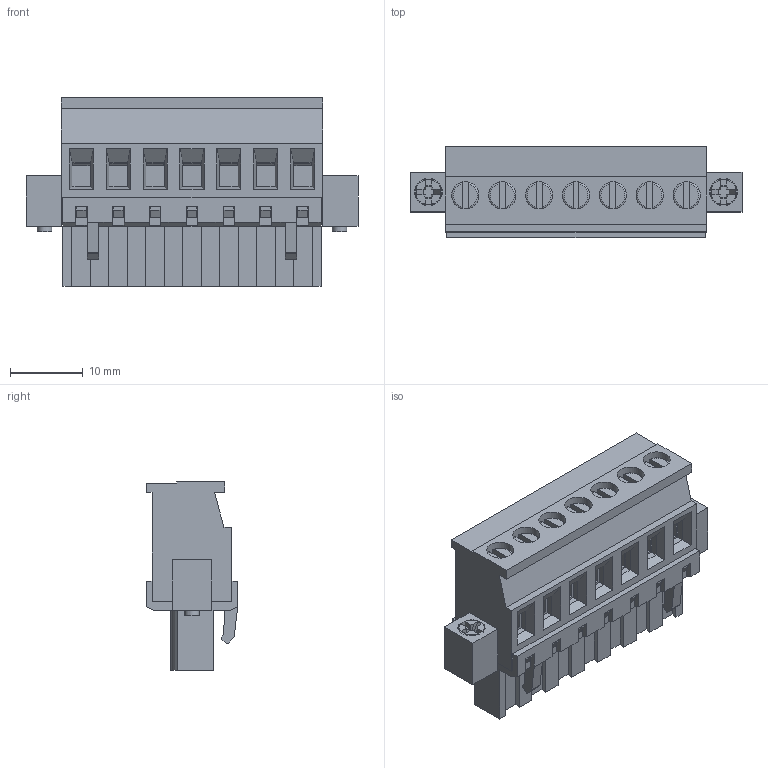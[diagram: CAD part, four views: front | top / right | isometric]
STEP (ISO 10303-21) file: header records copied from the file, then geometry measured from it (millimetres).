
FILE_DESCRIPTION( ( 'Unknown' ), '1' );
FILE_NAME( '691343510007.stp', 'Unknown', ( 'Unknown' ), ( 'Unknown' ), 'PSStep 18.0.17', 'Unknown', ' ' );
FILE_SCHEMA( ( 'AUTOMOTIVE_DESIGN { 1 0 10303 214 1 1 1 1 }' ) );
Length unit declared in the file: millimetre
Products named in the file (7): Assem1; 6913435100xx_CAGE; 6913435100xx; 6913435100xx_VIS; 6913435100xx_VIS_Flange; 691343510007; 691343510007_BAS
Assembly tree (25 placements, depth 2):
  Assem1
    6913435100xx_CAGE  x7
    6913435100xx  x7
    6913435100xx_VIS  x7
    6913435100xx_VIS_Flange  x2
    691343510007
    691343510007_BAS
Bounding box: 45.72 x 12.6 x 26 mm (x, y, z)
Volume: 5899.3 mm3; surface area: 13369.6 mm2
Topology: 25 solids, 25 shells, 1563 faces, 4316 edges, 2812 vertices
Faces by surface type: plane 1206, cylinder 307, torus 27, cone 23
Full cylindrical faces by diameter (mm): 1.5 x7, 2 x2, 2.2 x14, 2.4 x4, 2.7 x7, 2.9 x7, 3 x7, 3.5 x2, 3.75 x7, 3.8 x9
Entity records: 36146 total; most frequent: CARTESIAN_POINT 5167, ORIENTED_EDGE 4978, DIRECTION 4556, EDGE_CURVE 2489, LINE 2280, VECTOR 2280, VERTEX_POINT 1649, AXIS2_PLACEMENT_3D 1138
